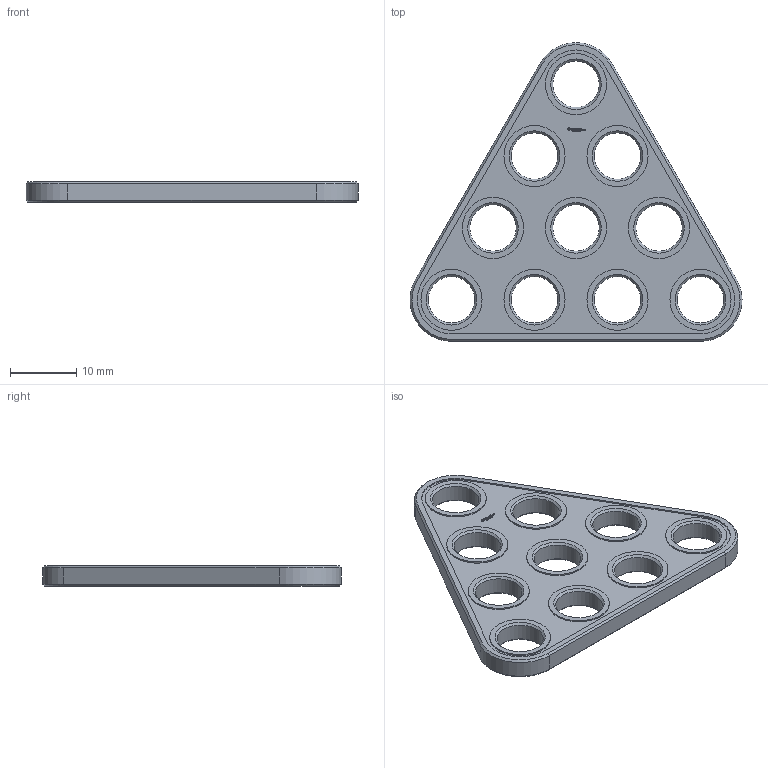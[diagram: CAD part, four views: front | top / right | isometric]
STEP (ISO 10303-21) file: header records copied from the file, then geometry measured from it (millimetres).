
FILE_DESCRIPTION(('FreeCAD Model'),'2;1');
FILE_NAME('Open CASCADE Shape Model','2024-01-31T12:54:25',(''),(''), 'Open CASCADE STEP processor 7.6','FreeCAD','Unknown');
FILE_SCHEMA(('AUTOMOTIVE_DESIGN { 1 0 10303 214 1 1 1 1 }'));
Length unit declared in the file: millimetre
Products named in the file (1): Plate TRI CRNR BU04x00.25 - SPN-PLT-0015 (stemfie.org)
Bounding box: 50 x 44.98 x 3.12 mm (x, y, z)
Volume: 3125.7 mm3; surface area: 3220.6 mm2
Topology: 1 solids, 1 shells, 521 faces, 1399 edges, 922 vertices
Faces by surface type: plane 331, extrusion 138, cylinder 26, cone 26
Full cylindrical faces by diameter (mm): 7 x10, 9.2 x10
Entity records: 35451 total; most frequent: CARTESIAN_POINT 8308, DIRECTION 4471, VECTOR 3515, LINE 3377, ORIENTED_EDGE 2798, PCURVE 2798, DEFINITIONAL_REPRESENTATION 2798, EDGE_CURVE 1399
